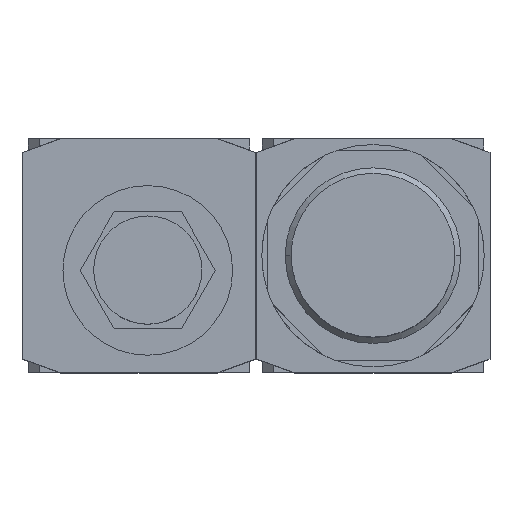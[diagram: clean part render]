
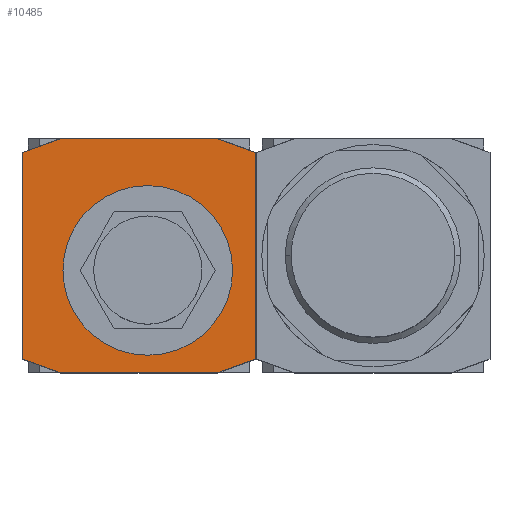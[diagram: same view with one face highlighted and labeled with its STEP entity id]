
A CAD part, top view. The second image highlights one B-rep face of the part: STEP entity #10485.
In plain terms, the highlighted planar face has unit normal (0, 0, 1).
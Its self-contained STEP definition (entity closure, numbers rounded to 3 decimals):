
#9442=CARTESIAN_POINT('',(-13.,-2.5,34.0));
#9443=VERTEX_POINT('',#9442);
#9452=CARTESIAN_POINT('',(16.,-2.5,34.0));
#9453=VERTEX_POINT('',#9452);
#9454=CARTESIAN_POINT('',(1.5,-2.5,34.0));
#9455=DIRECTION('',(0.0,0.0,-1.0));
#9456=DIRECTION('',(-1.0,0.0,0.0));
#9457=AXIS2_PLACEMENT_3D('',#9454,#9455,#9456);
#9458=CIRCLE('',#9457,14.5);
#9459=EDGE_CURVE('',#9453,#9443,#9458,.T.);
#10404=CARTESIAN_POINT('',(0.,0.,34.0));
#10405=DIRECTION('',(0.0,0.0,1.0));
#10406=DIRECTION('',(1.0,0.0,0.0));
#10407=AXIS2_PLACEMENT_3D('',#10404,#10405,#10406);
#10408=PLANE('',#10407);
#10409=CARTESIAN_POINT('',(-13.5,-20.0,34.0));
#10410=VERTEX_POINT('',#10409);
#10411=CARTESIAN_POINT('',(-20.0,-17.634,34.0));
#10412=VERTEX_POINT('',#10411);
#10413=CARTESIAN_POINT('',(-13.5,-20.0,34.0));
#10414=DIRECTION('',(-0.94,0.342,0.0));
#10415=VECTOR('',#10414,6.917);
#10416=LINE('',#10413,#10415);
#10417=EDGE_CURVE('',#10410,#10412,#10416,.T.);
#10418=ORIENTED_EDGE('',*,*,#10417,.F.);
#10419=CARTESIAN_POINT('',(13.5,-20.0,34.0));
#10420=VERTEX_POINT('',#10419);
#10421=CARTESIAN_POINT('',(13.5,-20.0,34.0));
#10422=DIRECTION('',(-1.0,0.0,0.0));
#10423=VECTOR('',#10422,27.);
#10424=LINE('',#10421,#10423);
#10425=EDGE_CURVE('',#10420,#10410,#10424,.T.);
#10426=ORIENTED_EDGE('',*,*,#10425,.F.);
#10427=CARTESIAN_POINT('',(20.0,-17.634,34.0));
#10428=VERTEX_POINT('',#10427);
#10429=CARTESIAN_POINT('',(20.0,-17.634,34.0));
#10430=DIRECTION('',(-0.94,-0.342,0.0));
#10431=VECTOR('',#10430,6.917);
#10432=LINE('',#10429,#10431);
#10433=EDGE_CURVE('',#10428,#10420,#10432,.T.);
#10434=ORIENTED_EDGE('',*,*,#10433,.F.);
#10435=CARTESIAN_POINT('',(20.0,17.634,34.0));
#10436=VERTEX_POINT('',#10435);
#10437=CARTESIAN_POINT('',(20.0,17.634,34.0));
#10438=DIRECTION('',(0.0,-1.0,0.0));
#10439=VECTOR('',#10438,35.268);
#10440=LINE('',#10437,#10439);
#10441=EDGE_CURVE('',#10436,#10428,#10440,.T.);
#10442=ORIENTED_EDGE('',*,*,#10441,.F.);
#10443=CARTESIAN_POINT('',(13.5,20.0,34.0));
#10444=VERTEX_POINT('',#10443);
#10445=CARTESIAN_POINT('',(13.5,20.0,34.0));
#10446=DIRECTION('',(0.94,-0.342,0.0));
#10447=VECTOR('',#10446,6.917);
#10448=LINE('',#10445,#10447);
#10449=EDGE_CURVE('',#10444,#10436,#10448,.T.);
#10450=ORIENTED_EDGE('',*,*,#10449,.F.);
#10451=CARTESIAN_POINT('',(-13.5,20.0,34.0));
#10452=VERTEX_POINT('',#10451);
#10453=CARTESIAN_POINT('',(-13.5,20.0,34.0));
#10454=DIRECTION('',(1.0,0.0,0.0));
#10455=VECTOR('',#10454,27.);
#10456=LINE('',#10453,#10455);
#10457=EDGE_CURVE('',#10452,#10444,#10456,.T.);
#10458=ORIENTED_EDGE('',*,*,#10457,.F.);
#10459=CARTESIAN_POINT('',(-20.0,17.634,34.0));
#10460=VERTEX_POINT('',#10459);
#10461=CARTESIAN_POINT('',(-20.0,17.634,34.0));
#10462=DIRECTION('',(0.94,0.342,0.0));
#10463=VECTOR('',#10462,6.917);
#10464=LINE('',#10461,#10463);
#10465=EDGE_CURVE('',#10460,#10452,#10464,.T.);
#10466=ORIENTED_EDGE('',*,*,#10465,.F.);
#10467=CARTESIAN_POINT('',(-20.0,-17.634,34.0));
#10468=DIRECTION('',(0.0,1.0,0.0));
#10469=VECTOR('',#10468,35.268);
#10470=LINE('',#10467,#10469);
#10471=EDGE_CURVE('',#10412,#10460,#10470,.T.);
#10472=ORIENTED_EDGE('',*,*,#10471,.F.);
#10473=EDGE_LOOP('',(#10418,#10426,#10434,#10442,#10450,#10458,#10466,#10472));
#10474=FACE_OUTER_BOUND('',#10473,.T.);
#10475=ORIENTED_EDGE('',*,*,#9459,.T.);
#10476=CARTESIAN_POINT('',(1.5,-2.5,34.0));
#10477=DIRECTION('',(0.0,0.0,-1.0));
#10478=DIRECTION('',(-1.0,0.0,0.0));
#10479=AXIS2_PLACEMENT_3D('',#10476,#10477,#10478);
#10480=CIRCLE('',#10479,14.5);
#10481=EDGE_CURVE('',#9443,#9453,#10480,.T.);
#10482=ORIENTED_EDGE('',*,*,#10481,.T.);
#10483=EDGE_LOOP('',(#10475,#10482));
#10484=FACE_BOUND('',#10483,.T.);
#10485=ADVANCED_FACE('',(#10474,#10484),#10408,.T.);
